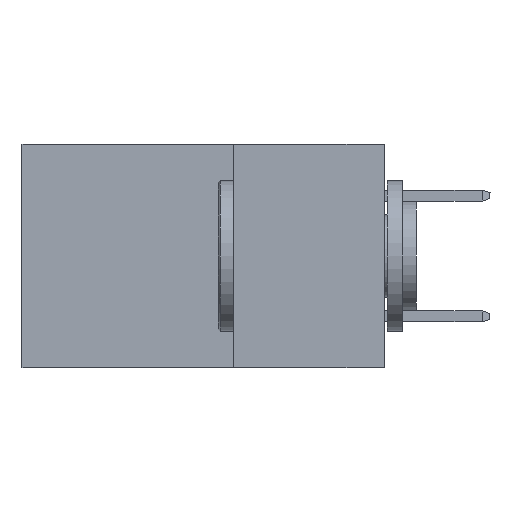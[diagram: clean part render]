
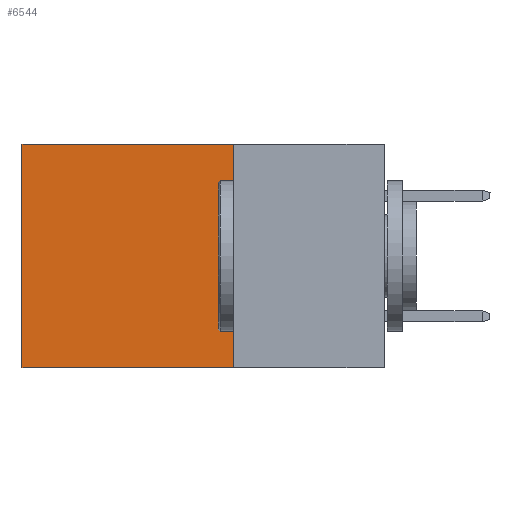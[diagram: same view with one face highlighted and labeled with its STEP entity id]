
A CAD part, left-side view. The second image highlights one B-rep face of the part: STEP entity #6544.
In plain terms, the highlighted planar face has unit normal (-1, 0, 0).
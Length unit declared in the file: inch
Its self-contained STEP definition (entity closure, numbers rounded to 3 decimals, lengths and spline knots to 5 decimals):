
#1883 = ORIENTED_EDGE ( 'NONE', *, *, #6702, .T. ) ;
#2275 = VECTOR ( 'NONE', #8952, 39.37008 ) ;
#2565 = VERTEX_POINT ( 'NONE', #7608 ) ;
#2816 = ORIENTED_EDGE ( 'NONE', *, *, #5522, .T. ) ;
#2886 = CARTESIAN_POINT ( 'NONE',  ( 0.298, 0.6, 0. ) ) ;
#2956 = VERTEX_POINT ( 'NONE', #5650 ) ;
#3140 = VECTOR ( 'NONE', #5176, 39.37008 ) ;
#3421 = CARTESIAN_POINT ( 'NONE',  ( 0.298, 0.25, 0. ) ) ;
#3636 = ORIENTED_EDGE ( 'NONE', *, *, #5576, .F. ) ;
#4340 = LINE ( 'NONE', #8208, #2275 ) ;
#4742 = LINE ( 'NONE', #8291, #9351 ) ;
#4976 = VERTEX_POINT ( 'NONE', #8650 ) ;
#5176 = DIRECTION ( 'NONE',  ( 0., 0., -1. ) ) ;
#5522 = EDGE_CURVE ( 'NONE', #2956, #7813, #4742, .T. ) ;
#5576 = EDGE_CURVE ( 'NONE', #4976, #2565, #7791, .T. ) ;
#5650 = CARTESIAN_POINT ( 'NONE',  ( 0.298, 0.25, 0. ) ) ;
#6308 = ORIENTED_EDGE ( 'NONE', *, *, #7213, .F. ) ;
#6389 = CARTESIAN_POINT ( 'NONE',  ( 0.298, 0.25, 0. ) ) ;
#6544 = ADVANCED_FACE ( 'NONE', ( #9453 ), #7185, .F. ) ;
#6702 = EDGE_CURVE ( 'NONE', #7813, #2565, #4340, .T. ) ;
#7185 = PLANE ( 'NONE',  #8609 ) ;
#7213 = EDGE_CURVE ( 'NONE', #2956, #4976, #8845, .T. ) ;
#7333 = DIRECTION ( 'NONE',  ( 0., 0., -1. ) ) ;
#7608 = CARTESIAN_POINT ( 'NONE',  ( 0.298, 0.6, -0.37 ) ) ;
#7707 = DIRECTION ( 'NONE',  ( 0., 1., 0. ) ) ;
#7791 = LINE ( 'NONE', #9227, #9105 ) ;
#7813 = VERTEX_POINT ( 'NONE', #2886 ) ;
#8060 = DIRECTION ( 'NONE',  ( 1., 0., 0. ) ) ;
#8208 = CARTESIAN_POINT ( 'NONE',  ( 0.298, 0.6, 0. ) ) ;
#8291 = CARTESIAN_POINT ( 'NONE',  ( 0.298, 0.25, 0. ) ) ;
#8609 = AXIS2_PLACEMENT_3D ( 'NONE', #6389, #8060, #7333 ) ;
#8650 = CARTESIAN_POINT ( 'NONE',  ( 0.298, 0.25, -0.37 ) ) ;
#8769 = EDGE_LOOP ( 'NONE', ( #1883, #3636, #6308, #2816 ) ) ;
#8845 = LINE ( 'NONE', #3421, #3140 ) ;
#8952 = DIRECTION ( 'NONE',  ( 0., 0., -1. ) ) ;
#9105 = VECTOR ( 'NONE', #9256, 39.37008 ) ;
#9227 = CARTESIAN_POINT ( 'NONE',  ( 0.298, 0.25, -0.37 ) ) ;
#9256 = DIRECTION ( 'NONE',  ( 0., 1., 0. ) ) ;
#9351 = VECTOR ( 'NONE', #7707, 39.37008 ) ;
#9453 = FACE_OUTER_BOUND ( 'NONE', #8769, .T. ) ;
